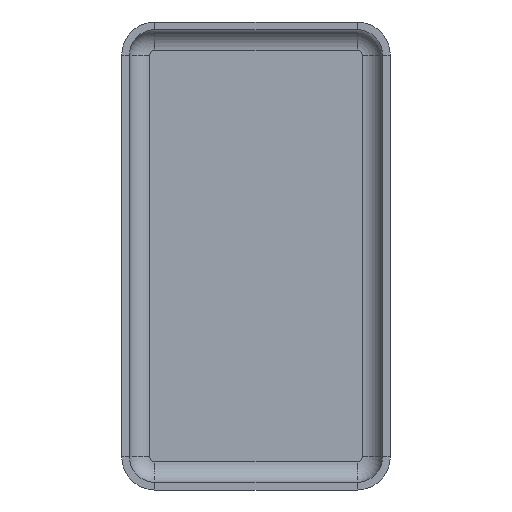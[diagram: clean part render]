
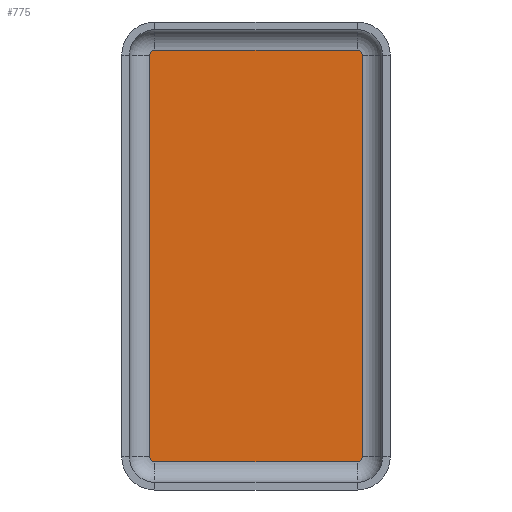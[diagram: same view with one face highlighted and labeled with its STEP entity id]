
A CAD part, front view. The second image highlights one B-rep face of the part: STEP entity #775.
In plain terms, the highlighted planar face has unit normal (0, -1, 0).
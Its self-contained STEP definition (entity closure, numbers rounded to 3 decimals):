
#14 = ORIENTED_EDGE ( 'NONE', *, *, #295, .F. ) ;
#30 = EDGE_CURVE ( 'NONE', #619, #415, #827, .T. ) ;
#42 = EDGE_CURVE ( 'NONE', #202, #1175, #744, .T. ) ;
#48 = CARTESIAN_POINT ( 'NONE',  ( -3.95, -0.3, 7.85 ) ) ;
#82 = CARTESIAN_POINT ( 'NONE',  ( -3.95, -0.3, -8.05 ) ) ;
#83 = AXIS2_PLACEMENT_3D ( 'NONE', #314, #850, #413 ) ;
#121 = ORIENTED_EDGE ( 'NONE', *, *, #905, .F. ) ;
#129 = ORIENTED_EDGE ( 'NONE', *, *, #279, .F. ) ;
#137 = DIRECTION ( 'NONE',  ( -1., 0., 0. ) ) ;
#139 = DIRECTION ( 'NONE',  ( 0., 0., 1. ) ) ;
#149 = DIRECTION ( 'NONE',  ( 0., 0., 1. ) ) ;
#165 = DIRECTION ( 'NONE',  ( 0., 1., 0. ) ) ;
#202 = VERTEX_POINT ( 'NONE', #368 ) ;
#204 = AXIS2_PLACEMENT_3D ( 'NONE', #357, #165, #539 ) ;
#237 = DIRECTION ( 'NONE',  ( 0., 0., 1. ) ) ;
#249 = CIRCLE ( 'NONE', #1065, 0.2 ) ;
#251 = VECTOR ( 'NONE', #137, 1000. ) ;
#279 = EDGE_CURVE ( 'NONE', #1101, #1164, #797, .T. ) ;
#295 = EDGE_CURVE ( 'NONE', #1164, #202, #527, .T. ) ;
#314 = CARTESIAN_POINT ( 'NONE',  ( 3.95, -0.3, 7.85 ) ) ;
#320 = CIRCLE ( 'NONE', #506, 0.2 ) ;
#322 = CARTESIAN_POINT ( 'NONE',  ( -3.95, -0.3, 8.05 ) ) ;
#330 = DIRECTION ( 'NONE',  ( 1., 0., 0. ) ) ;
#333 = CARTESIAN_POINT ( 'NONE',  ( -4.15, -0.3, -7.85 ) ) ;
#357 = CARTESIAN_POINT ( 'NONE',  ( -3.95, -0.3, -7.85 ) ) ;
#367 = EDGE_CURVE ( 'NONE', #1025, #619, #249, .T. ) ;
#368 = CARTESIAN_POINT ( 'NONE',  ( 3.95, -0.3, -8.05 ) ) ;
#409 = PLANE ( 'NONE',  #83 ) ;
#413 = DIRECTION ( 'NONE',  ( 0., 0., -1. ) ) ;
#415 = VERTEX_POINT ( 'NONE', #1081 ) ;
#467 = CARTESIAN_POINT ( 'NONE',  ( 4.15, -0.3, 7.85 ) ) ;
#481 = LINE ( 'NONE', #333, #711 ) ;
#497 = VECTOR ( 'NONE', #818, 1000. ) ;
#506 = AXIS2_PLACEMENT_3D ( 'NONE', #524, #707, #149 ) ;
#510 = DIRECTION ( 'NONE',  ( 0., 1., 0. ) ) ;
#515 = EDGE_LOOP ( 'NONE', ( #121, #573, #830, #815, #718, #985, #14, #129 ) ) ;
#524 = CARTESIAN_POINT ( 'NONE',  ( 3.95, -0.3, 7.85 ) ) ;
#527 = CIRCLE ( 'NONE', #944, 0.2 ) ;
#531 = VECTOR ( 'NONE', #330, 1000. ) ;
#535 = DIRECTION ( 'NONE',  ( 0., 0., 1. ) ) ;
#539 = DIRECTION ( 'NONE',  ( 0., 0., 1. ) ) ;
#559 = CARTESIAN_POINT ( 'NONE',  ( -3.95, -0.3, 8.05 ) ) ;
#573 = ORIENTED_EDGE ( 'NONE', *, *, #30, .F. ) ;
#605 = CARTESIAN_POINT ( 'NONE',  ( 3.95, -0.3, -8.05 ) ) ;
#619 = VERTEX_POINT ( 'NONE', #559 ) ;
#707 = DIRECTION ( 'NONE',  ( 0., 1., 0. ) ) ;
#711 = VECTOR ( 'NONE', #139, 1000. ) ;
#718 = ORIENTED_EDGE ( 'NONE', *, *, #1030, .F. ) ;
#744 = LINE ( 'NONE', #605, #251 ) ;
#775 = ADVANCED_FACE ( 'NONE', ( #1051 ), #409, .T. ) ;
#797 = LINE ( 'NONE', #467, #497 ) ;
#815 = ORIENTED_EDGE ( 'NONE', *, *, #977, .F. ) ;
#818 = DIRECTION ( 'NONE',  ( 0., 0., -1. ) ) ;
#821 = CARTESIAN_POINT ( 'NONE',  ( 4.15, -0.3, -7.85 ) ) ;
#827 = LINE ( 'NONE', #322, #531 ) ;
#830 = ORIENTED_EDGE ( 'NONE', *, *, #367, .F. ) ;
#838 = VERTEX_POINT ( 'NONE', #956 ) ;
#850 = DIRECTION ( 'NONE',  ( 0., -1., 0. ) ) ;
#881 = CARTESIAN_POINT ( 'NONE',  ( 3.95, -0.3, -7.85 ) ) ;
#888 = CARTESIAN_POINT ( 'NONE',  ( -4.15, -0.3, 7.85 ) ) ;
#902 = CARTESIAN_POINT ( 'NONE',  ( 4.15, -0.3, 7.85 ) ) ;
#905 = EDGE_CURVE ( 'NONE', #415, #1101, #320, .T. ) ;
#944 = AXIS2_PLACEMENT_3D ( 'NONE', #881, #1063, #237 ) ;
#956 = CARTESIAN_POINT ( 'NONE',  ( -4.15, -0.3, -7.85 ) ) ;
#977 = EDGE_CURVE ( 'NONE', #838, #1025, #481, .T. ) ;
#985 = ORIENTED_EDGE ( 'NONE', *, *, #42, .F. ) ;
#1025 = VERTEX_POINT ( 'NONE', #888 ) ;
#1030 = EDGE_CURVE ( 'NONE', #1175, #838, #1078, .T. ) ;
#1051 = FACE_OUTER_BOUND ( 'NONE', #515, .T. ) ;
#1063 = DIRECTION ( 'NONE',  ( 0., 1., 0. ) ) ;
#1065 = AXIS2_PLACEMENT_3D ( 'NONE', #48, #510, #535 ) ;
#1078 = CIRCLE ( 'NONE', #204, 0.2 ) ;
#1081 = CARTESIAN_POINT ( 'NONE',  ( 3.95, -0.3, 8.05 ) ) ;
#1101 = VERTEX_POINT ( 'NONE', #902 ) ;
#1164 = VERTEX_POINT ( 'NONE', #821 ) ;
#1175 = VERTEX_POINT ( 'NONE', #82 ) ;
